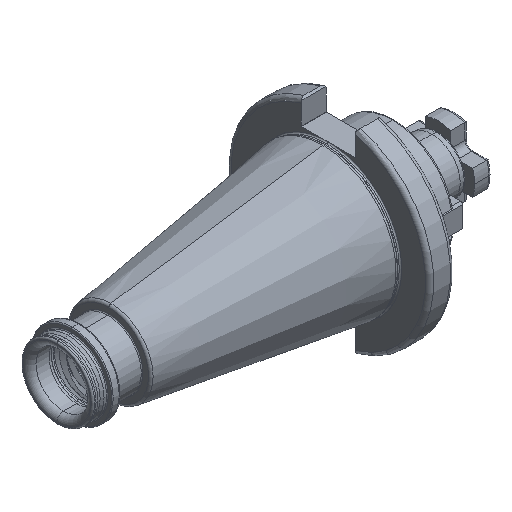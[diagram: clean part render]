
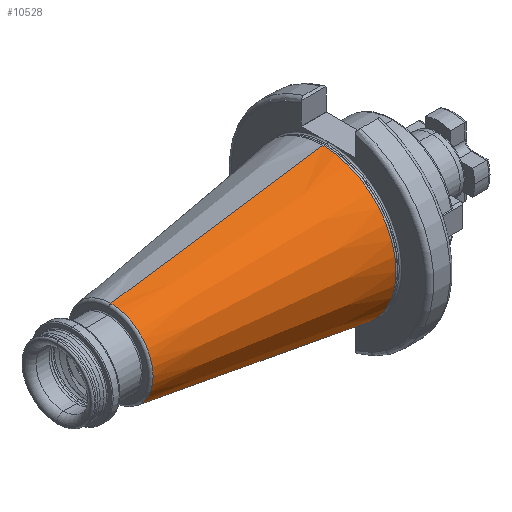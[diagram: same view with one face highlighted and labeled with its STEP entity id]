
A CAD part, isometric view. The second image highlights one B-rep face of the part: STEP entity #10528.
In plain terms, the highlighted conical face has half-angle 8.297 degrees and reference radius 35.027 mm.
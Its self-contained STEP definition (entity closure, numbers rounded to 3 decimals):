
#45 = AXIS2_PLACEMENT_3D ( 'NONE', #20605, #20607, #20620 ) ;
#47 = AXIS2_PLACEMENT_3D ( 'NONE', #20487, #20534, #20523 ) ;
#4896 = EDGE_LOOP ( 'NONE', ( #24885, #22608, #22659, #22683 ) ) ;
#10528 = ADVANCED_FACE ( 'NONE', ( #21132 ), #21114, .T. ) ;
#11312 = VERTEX_POINT ( 'NONE', #12175 ) ;
#11336 = VERTEX_POINT ( 'NONE', #12169 ) ;
#11341 = VERTEX_POINT ( 'NONE', #12147 ) ;
#11362 = VERTEX_POINT ( 'NONE', #12215 ) ;
#12147 = CARTESIAN_POINT ( 'NONE',  ( -8.5, 0., -35.027 ) ) ;
#12169 = CARTESIAN_POINT ( 'NONE',  ( -8.5, 0., 35.027 ) ) ;
#12175 = CARTESIAN_POINT ( 'NONE',  ( -110.123, 0., -20.207 ) ) ;
#12215 = CARTESIAN_POINT ( 'NONE',  ( -110.123, 0., 20.207 ) ) ;
#12564 = DIRECTION ( 'NONE',  ( 0.99, 0., -0.144 ) ) ;
#12580 = CARTESIAN_POINT ( 'NONE',  ( -8.5, 0., -35.027 ) ) ;
#12602 = DIRECTION ( 'NONE',  ( 0.99, 0., 0.144 ) ) ;
#12634 = CARTESIAN_POINT ( 'NONE',  ( -8.5, 0., 35.027 ) ) ;
#16350 = DIRECTION ( 'NONE',  ( 0., 0., -1. ) ) ;
#16372 = CARTESIAN_POINT ( 'NONE',  ( -8.5, 0., 0. ) ) ;
#16389 = DIRECTION ( 'NONE',  ( 1., 0., 0. ) ) ;
#20487 = CARTESIAN_POINT ( 'NONE',  ( -110.123, 0., 0. ) ) ;
#20523 = DIRECTION ( 'NONE',  ( 0., 0., 1. ) ) ;
#20534 = DIRECTION ( 'NONE',  ( -1., 0., 0. ) ) ;
#20605 = CARTESIAN_POINT ( 'NONE',  ( -8.5, 0., 0. ) ) ;
#20607 = DIRECTION ( 'NONE',  ( -1., 0., 0. ) ) ;
#20620 = DIRECTION ( 'NONE',  ( 0., 0., 1. ) ) ;
#21114 = CONICAL_SURFACE ( 'NONE', #27332, 35.027, 0.145 ) ;
#21132 = FACE_OUTER_BOUND ( 'NONE', #4896, .T. ) ;
#22608 = ORIENTED_EDGE ( 'NONE', *, *, #27019, .F. ) ;
#22659 = ORIENTED_EDGE ( 'NONE', *, *, #27119, .T. ) ;
#22683 = ORIENTED_EDGE ( 'NONE', *, *, #27034, .T. ) ;
#24885 = ORIENTED_EDGE ( 'NONE', *, *, #27138, .F. ) ;
#27019 = EDGE_CURVE ( 'NONE', #11312, #11362, #27853, .T. ) ;
#27034 = EDGE_CURVE ( 'NONE', #11341, #11336, #27871, .T. ) ;
#27119 = EDGE_CURVE ( 'NONE', #11312, #11341, #27557, .T. ) ;
#27138 = EDGE_CURVE ( 'NONE', #11362, #11336, #27563, .T. ) ;
#27332 = AXIS2_PLACEMENT_3D ( 'NONE', #16372, #16389, #16350 ) ;
#27549 = VECTOR ( 'NONE', #12564, 1000. ) ;
#27557 = LINE ( 'NONE', #12580, #27549 ) ;
#27563 = LINE ( 'NONE', #12634, #27564 ) ;
#27564 = VECTOR ( 'NONE', #12602, 1000. ) ;
#27853 = CIRCLE ( 'NONE', #47, 20.207 ) ;
#27871 = CIRCLE ( 'NONE', #45, 35.027 ) ;
